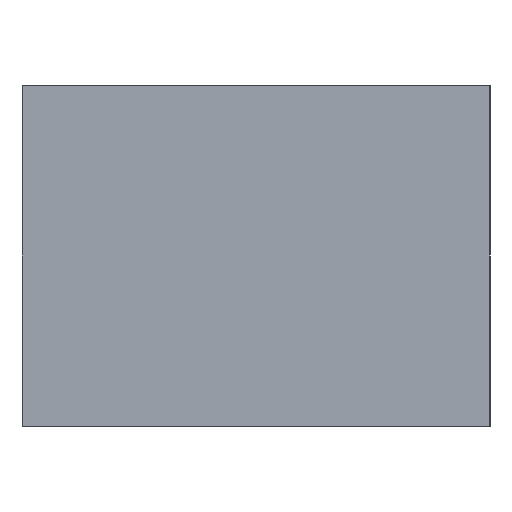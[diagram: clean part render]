
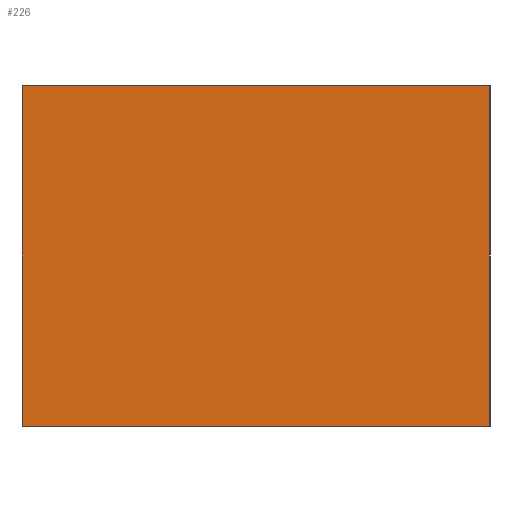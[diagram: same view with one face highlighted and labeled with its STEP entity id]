
A CAD part, left-side view. The second image highlights one B-rep face of the part: STEP entity #226.
In plain terms, the highlighted planar face has unit normal (-1, 0, 0).
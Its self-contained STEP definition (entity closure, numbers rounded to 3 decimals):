
#226 = ADVANCED_FACE('',(#227),#261,.F.);
#227 = FACE_BOUND('',#228,.F.);
#228 = EDGE_LOOP('',(#229,#239,#247,#255));
#229 = ORIENTED_EDGE('',*,*,#230,.F.);
#230 = EDGE_CURVE('',#231,#233,#235,.T.);
#231 = VERTEX_POINT('',#232);
#232 = CARTESIAN_POINT('',(0.,0.,0.));
#233 = VERTEX_POINT('',#234);
#234 = CARTESIAN_POINT('',(0.,0.,0.4));
#235 = LINE('',#236,#237);
#236 = CARTESIAN_POINT('',(0.,0.,0.));
#237 = VECTOR('',#238,1.);
#238 = DIRECTION('',(0.,0.,1.));
#239 = ORIENTED_EDGE('',*,*,#240,.T.);
#240 = EDGE_CURVE('',#231,#241,#243,.T.);
#241 = VERTEX_POINT('',#242);
#242 = CARTESIAN_POINT('',(0.,0.55,0.));
#243 = LINE('',#244,#245);
#244 = CARTESIAN_POINT('',(0.,0.,0.));
#245 = VECTOR('',#246,1.);
#246 = DIRECTION('',(0.,1.,0.));
#247 = ORIENTED_EDGE('',*,*,#248,.T.);
#248 = EDGE_CURVE('',#241,#249,#251,.T.);
#249 = VERTEX_POINT('',#250);
#250 = CARTESIAN_POINT('',(0.,0.55,0.4));
#251 = LINE('',#252,#253);
#252 = CARTESIAN_POINT('',(0.,0.55,0.));
#253 = VECTOR('',#254,1.);
#254 = DIRECTION('',(0.,0.,1.));
#255 = ORIENTED_EDGE('',*,*,#256,.F.);
#256 = EDGE_CURVE('',#233,#249,#257,.T.);
#257 = LINE('',#258,#259);
#258 = CARTESIAN_POINT('',(0.,0.,0.4));
#259 = VECTOR('',#260,1.);
#260 = DIRECTION('',(0.,1.,0.));
#261 = PLANE('',#262);
#262 = AXIS2_PLACEMENT_3D('',#263,#264,#265);
#263 = CARTESIAN_POINT('',(0.,0.,0.));
#264 = DIRECTION('',(1.,0.,0.));
#265 = DIRECTION('',(0.,0.,1.));
